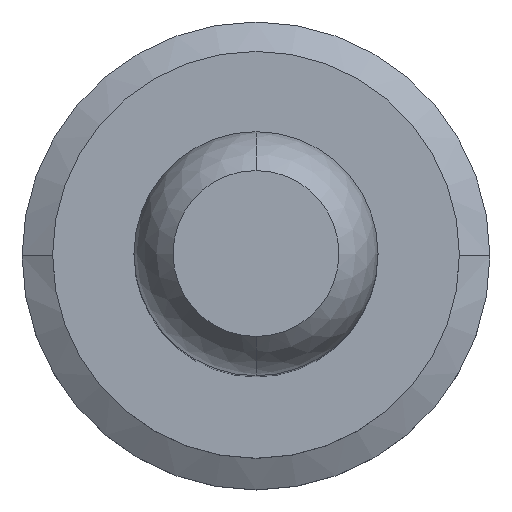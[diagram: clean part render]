
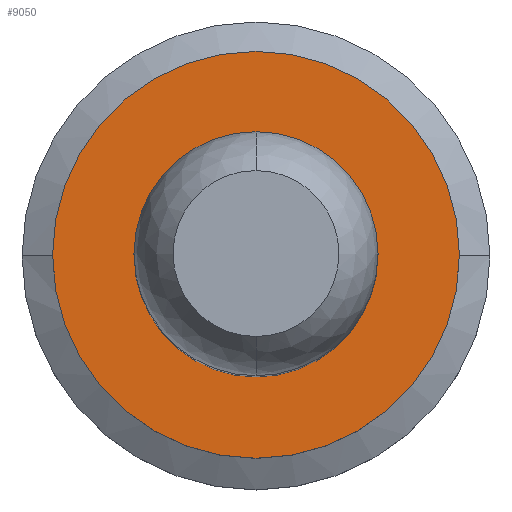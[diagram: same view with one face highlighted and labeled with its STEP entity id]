
A CAD part, top view. The second image highlights one B-rep face of the part: STEP entity #9050.
In plain terms, the highlighted planar face has unit normal (0, 0, 1).
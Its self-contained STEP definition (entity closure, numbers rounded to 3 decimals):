
#2870=CARTESIAN_POINT('',(4.968,19.234,16.7));
#2880=VERTEX_POINT('',#2870);
#2960=CARTESIAN_POINT('',(4.968,9.234,16.7));
#2970=VERTEX_POINT('',#2960);
#3000=CARTESIAN_POINT('',(4.968,14.234,16.7));
#3010=DIRECTION('',(0.,0.,1.));
#3020=DIRECTION('',(0.,1.,0.));
#3030=AXIS2_PLACEMENT_3D('',#3000,#3010,#3020);
#3040=CIRCLE('',#3030,5.);
#3050=EDGE_CURVE('',#2970,#2880,#3040,.T.);
#6390=CARTESIAN_POINT('',(4.968,11.234,16.7));
#6400=VERTEX_POINT('',#6390);
#6430=CARTESIAN_POINT('',(4.968,14.234,16.7));
#6440=DIRECTION('',(0.,0.,-1.));
#6450=DIRECTION('',(0.,-1.,0.));
#6460=AXIS2_PLACEMENT_3D('',#6430,#6440,#6450);
#6470=CIRCLE('',#6460,3.);
#6480=CARTESIAN_POINT('',(4.968,17.234,16.7));
#6490=VERTEX_POINT('',#6480);
#6500=EDGE_CURVE('',#6400,#6490,#6470,.T.);
#8900=CARTESIAN_POINT('',(4.968,9.075,16.7));
#8910=DIRECTION('',(0.,0.,-1.));
#8920=DIRECTION('',(0.,-1.,0.));
#8930=AXIS2_PLACEMENT_3D('',#8900,#8910,#8920);
#8940=PLANE('',#8930);
#8950=ORIENTED_EDGE('',*,*,#6500,.T.);
#8960=EDGE_CURVE('',#6490,#6400,#6470,.T.);
#8970=ORIENTED_EDGE('',*,*,#8960,.T.);
#8980=EDGE_LOOP('',(#8970,#8950));
#8990=FACE_BOUND('',#8980,.T.);
#9000=EDGE_CURVE('',#2880,#2970,#3040,.T.);
#9010=ORIENTED_EDGE('',*,*,#9000,.T.);
#9020=ORIENTED_EDGE('',*,*,#3050,.T.);
#9030=EDGE_LOOP('',(#9020,#9010));
#9040=FACE_OUTER_BOUND('',#9030,.T.);
#9050=ADVANCED_FACE('',(#8990,#9040),#8940,.F.);
